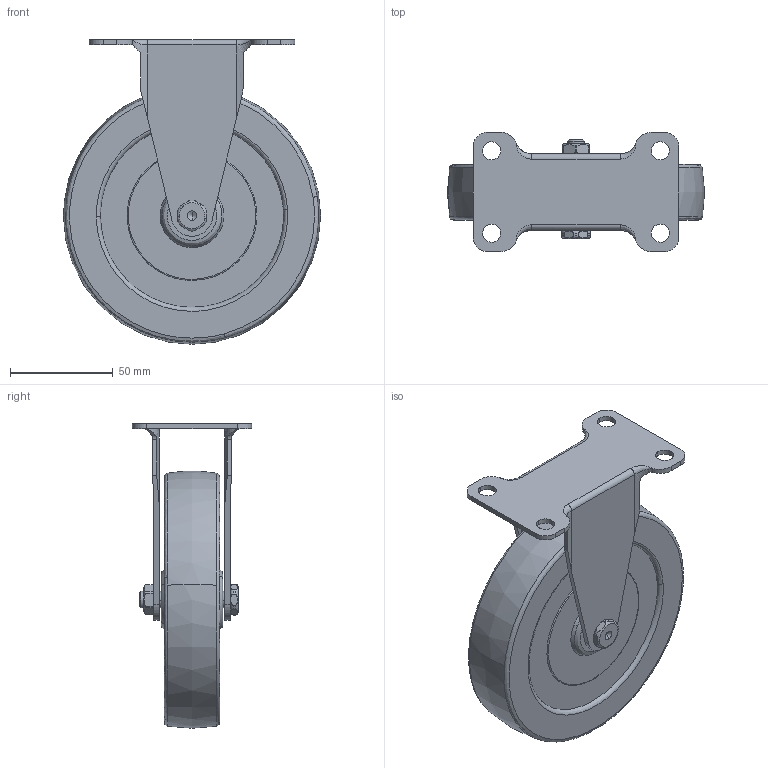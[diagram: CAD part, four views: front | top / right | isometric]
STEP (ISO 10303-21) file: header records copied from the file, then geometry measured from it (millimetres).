
FILE_DESCRIPTION((''),'2;1');
FILE_NAME('','2005-12-16T10:29:09',(''),(''),'','CADfix','');
FILE_SCHEMA(('AUTOMOTIVE_DESIGN'));
Length unit declared in the file: millimetre
Products named in the file (4): wheel; body; axle; 320ER_R125_3247_36
Assembly tree (3 placements, depth 2):
  320ER_R125_3247_36
    wheel
    body
    axle
Bounding box: 125 x 58 x 148 mm (x, y, z)
Volume: 337190.8 mm3; surface area: 61063.4 mm2
Topology: 3 solids, 3 shells, 161 faces, 512 edges, 361 vertices
Faces by surface type: bspline 161
Entity records: 7296 total; most frequent: CARTESIAN_POINT 4499, ORIENTED_EDGE 1012, EDGE_CURVE 506, VERTEX_POINT 361, EDGE_LOOP 185, QUASI_UNIFORM_CURVE 164, FACE_OUTER_BOUND 161, ADVANCED_FACE 161
